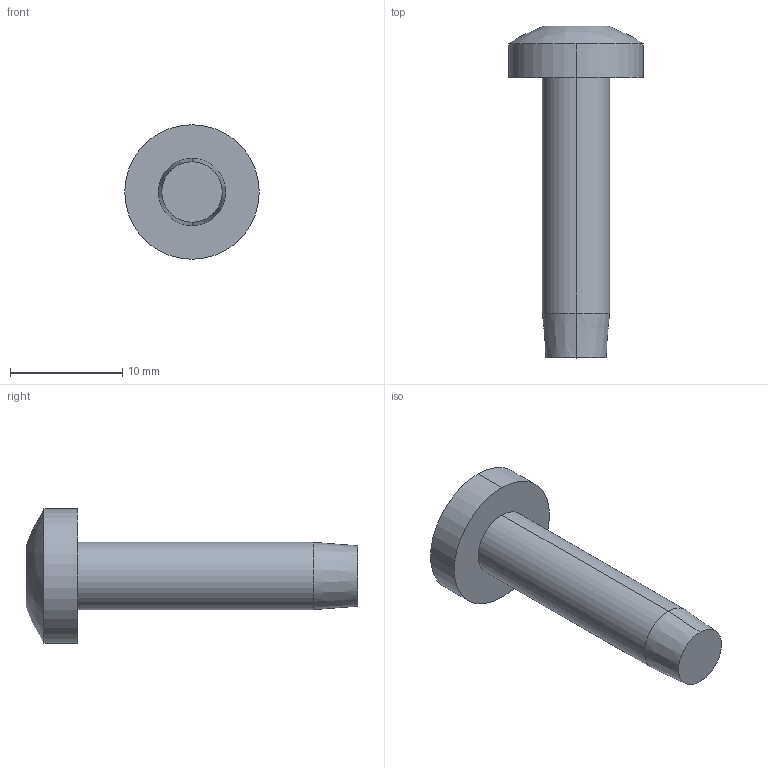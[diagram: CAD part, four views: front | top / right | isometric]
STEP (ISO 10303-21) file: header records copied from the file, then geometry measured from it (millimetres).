
FILE_DESCRIPTION(('STEP AP214'),'1');
FILE_NAME('cctmp_FDAE22AA-A353-425F-A210-3B4EF391298A_2025_01_13_10_28_44_0317..stp','2025-01-13T09:28:44',('SIEMENS A&D'),('CADClick - www.CADClick.com'),'Spatial InterOp 3D',' ','unknown authorization');
FILE_SCHEMA(('AUTOMOTIVE_DESIGN'));
Length unit declared in the file: millimetre
Products named in the file (1): 2025_01_13_10_28_44_0301
Bounding box: 12 x 29.6 x 12 mm (x, y, z)
Volume: 1106.7 mm3; surface area: 857.7 mm2
Topology: 1 solids, 1 shells, 33 faces, 84 edges, 56 vertices
Faces by surface type: cylinder 26, plane 4, cone 2, sphere 1
Entity records: 1323 total; most frequent: DIRECTION 208, CARTESIAN_POINT 174, ORIENTED_EDGE 168, AXIS2_PLACEMENT_3D 90, EDGE_CURVE 84, VERTEX_POINT 56, CIRCLE 56, EDGE_LOOP 36
